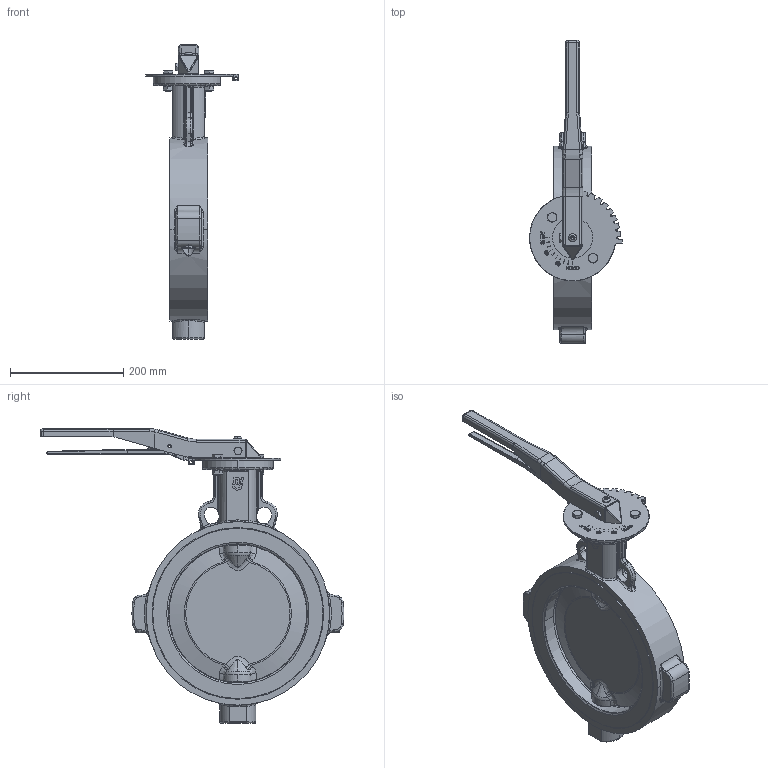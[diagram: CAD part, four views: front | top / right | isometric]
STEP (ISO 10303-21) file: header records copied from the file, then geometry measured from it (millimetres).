
FILE_DESCRIPTION(('HOOPS Exchange Step'),'2;1');
FILE_NAME('AK09_DN250_PN10-16_ansi150_jis10k_Handhebel.stp','2025-10-06T11:22:27+02:00',('nieru'),('Unknown organisation'),'HOOPS Exchange 2024.2','HOOPS Exchange','Unknown authorisation');
FILE_SCHEMA( ('AP203_CONFIGURATION_CONTROLLED_3D_DESIGN_OF_MECHANICAL_PARTS_AND_ASSEMBLIES_MIM_LF') );
Length unit declared in the file: millimetre
Products named in the file (3): 0; root
Assembly tree (2 placements, depth 3):
  root
    0
      0
Bounding box: 163.97 x 535.78 x 520 mm (x, y, z)
Volume: 4317732 mm3; surface area: 599866.4 mm2
Topology: 2 solids, 2 shells, 1616 faces, 4248 edges, 2655 vertices
Faces by surface type: cylinder 543, plane 445, bspline 301, torus 192, cone 101, sphere 34
Entity records: 108357 total; most frequent: CARTESIAN_POINT 73463, ORIENTED_EDGE 8396, DIRECTION 5460, EDGE_CURVE 4198, VERTEX_POINT 2655, AXIS2_PLACEMENT_3D 2025, B_SPLINE_CURVE_WITH_KNOTS 1911, EDGE_LOOP 1717
